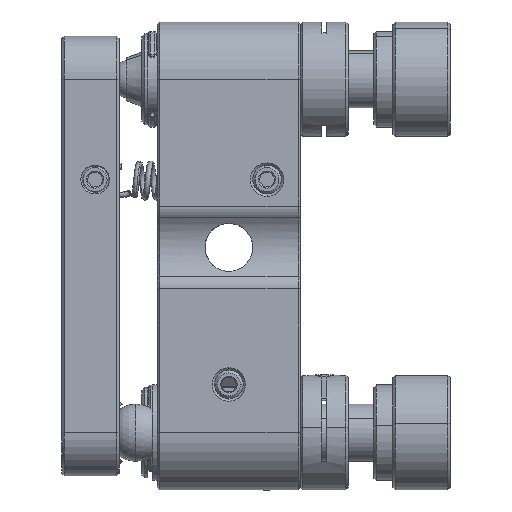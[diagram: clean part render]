
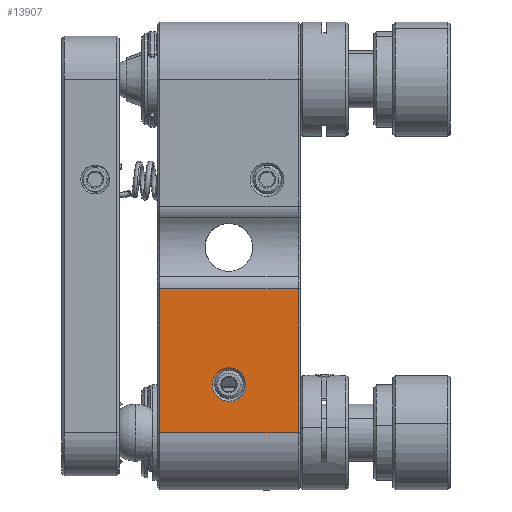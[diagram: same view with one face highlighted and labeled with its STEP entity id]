
A CAD part, front view. The second image highlights one B-rep face of the part: STEP entity #13907.
In plain terms, the highlighted planar face has unit normal (0, -1, 0).
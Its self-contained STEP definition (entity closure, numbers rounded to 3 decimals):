
#906 = VECTOR ( 'NONE', #36568, 1000. ) ;
#1442 = CARTESIAN_POINT ( 'NONE',  ( -7.25, -24.5, -18.5 ) ) ;
#2930 = CARTESIAN_POINT ( 'NONE',  ( 0., -24.5, -11.7 ) ) ;
#3172 = EDGE_CURVE ( 'NONE', #12006, #41059, #30968, .T. ) ;
#3907 = CARTESIAN_POINT ( 'NONE',  ( 7.25, -24.5, -3.43 ) ) ;
#4573 = PLANE ( 'NONE',  #33908 ) ;
#4930 = DIRECTION ( 'NONE',  ( -1., 0., 0. ) ) ;
#5655 = CARTESIAN_POINT ( 'NONE',  ( 7.25, -24.5, -18.5 ) ) ;
#5839 = DIRECTION ( 'NONE',  ( 0., -1., 0. ) ) ;
#6418 = DIRECTION ( 'NONE',  ( 1., 0., 0. ) ) ;
#6887 = DIRECTION ( 'NONE',  ( 0., 0., -1. ) ) ;
#7549 = FACE_OUTER_BOUND ( 'NONE', #23509, .T. ) ;
#7674 = LINE ( 'NONE', #27127, #28462 ) ;
#9890 = DIRECTION ( 'NONE',  ( 0., -1., 0. ) ) ;
#10709 = CARTESIAN_POINT ( 'NONE',  ( 7.25, -24.5, -3.43 ) ) ;
#11657 = ORIENTED_EDGE ( 'NONE', *, *, #28531, .T. ) ;
#12006 = VERTEX_POINT ( 'NONE', #10709 ) ;
#12446 = VERTEX_POINT ( 'NONE', #25773 ) ;
#13907 = ADVANCED_FACE ( 'NONE', ( #40028, #7549 ), #4573, .F. ) ;
#16299 = CARTESIAN_POINT ( 'NONE',  ( 0., -24.5, -13.45 ) ) ;
#16595 = VERTEX_POINT ( 'NONE', #2930 ) ;
#17725 = DIRECTION ( 'NONE',  ( 0., 0., -1. ) ) ;
#18719 = ORIENTED_EDGE ( 'NONE', *, *, #26119, .F. ) ;
#19355 = EDGE_CURVE ( 'NONE', #16595, #12446, #35074, .T. ) ;
#20066 = AXIS2_PLACEMENT_3D ( 'NONE', #26112, #9890, #6887 ) ;
#20585 = CARTESIAN_POINT ( 'NONE',  ( 7.5, -24.5, 24.5 ) ) ;
#22745 = VECTOR ( 'NONE', #6418, 1000. ) ;
#23509 = EDGE_LOOP ( 'NONE', ( #36703, #30940, #11657, #23706 ) ) ;
#23706 = ORIENTED_EDGE ( 'NONE', *, *, #30734, .T. ) ;
#25242 = CARTESIAN_POINT ( 'NONE',  ( -7.25, -24.5, -3.43 ) ) ;
#25427 = VERTEX_POINT ( 'NONE', #1442 ) ;
#25773 = CARTESIAN_POINT ( 'NONE',  ( 0., -24.5, -15.2 ) ) ;
#26060 = LINE ( 'NONE', #35669, #22745 ) ;
#26112 = CARTESIAN_POINT ( 'NONE',  ( 0., -24.5, -13.45 ) ) ;
#26119 = EDGE_CURVE ( 'NONE', #12446, #16595, #38350, .T. ) ;
#27127 = CARTESIAN_POINT ( 'NONE',  ( -7.25, -24.5, 24.5 ) ) ;
#27608 = ORIENTED_EDGE ( 'NONE', *, *, #19355, .F. ) ;
#28119 = EDGE_LOOP ( 'NONE', ( #18719, #27608 ) ) ;
#28462 = VECTOR ( 'NONE', #17725, 1000. ) ;
#28531 = EDGE_CURVE ( 'NONE', #25427, #40206, #26060, .T. ) ;
#28614 = VECTOR ( 'NONE', #4930, 1000. ) ;
#28898 = DIRECTION ( 'NONE',  ( 0., 0., -1. ) ) ;
#30734 = EDGE_CURVE ( 'NONE', #40206, #12006, #39777, .T. ) ;
#30940 = ORIENTED_EDGE ( 'NONE', *, *, #34847, .T. ) ;
#30968 = LINE ( 'NONE', #31617, #28614 ) ;
#31617 = CARTESIAN_POINT ( 'NONE',  ( -7.5, -24.5, -3.43 ) ) ;
#33908 = AXIS2_PLACEMENT_3D ( 'NONE', #20585, #36604, #39006 ) ;
#34847 = EDGE_CURVE ( 'NONE', #41059, #25427, #7674, .T. ) ;
#35074 = CIRCLE ( 'NONE', #20066, 1.75 ) ;
#35669 = CARTESIAN_POINT ( 'NONE',  ( 7.5, -24.5, -18.5 ) ) ;
#36568 = DIRECTION ( 'NONE',  ( 0., 0., 1. ) ) ;
#36604 = DIRECTION ( 'NONE',  ( 0., 1., 0. ) ) ;
#36703 = ORIENTED_EDGE ( 'NONE', *, *, #3172, .T. ) ;
#36968 = AXIS2_PLACEMENT_3D ( 'NONE', #16299, #5839, #28898 ) ;
#38350 = CIRCLE ( 'NONE', #36968, 1.75 ) ;
#39006 = DIRECTION ( 'NONE',  ( 0., 0., 1. ) ) ;
#39777 = LINE ( 'NONE', #3907, #906 ) ;
#40028 = FACE_BOUND ( 'NONE', #28119, .T. ) ;
#40206 = VERTEX_POINT ( 'NONE', #5655 ) ;
#41059 = VERTEX_POINT ( 'NONE', #25242 ) ;
